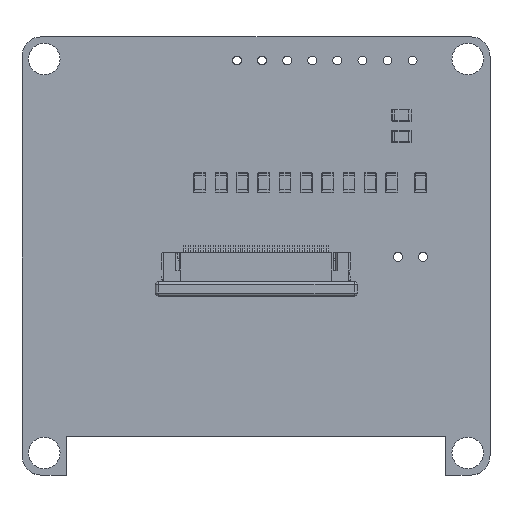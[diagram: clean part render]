
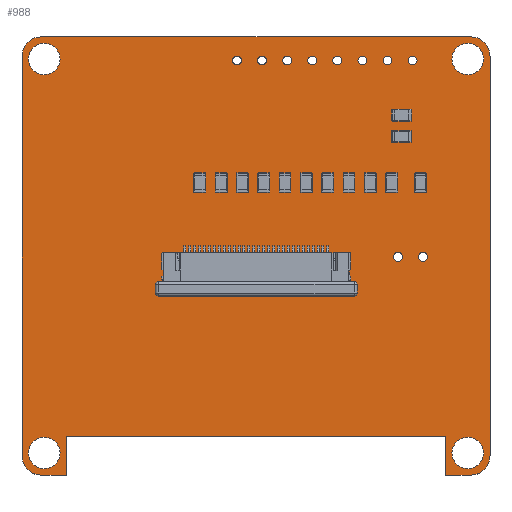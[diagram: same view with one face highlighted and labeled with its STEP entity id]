
A CAD part, top view. The second image highlights one B-rep face of the part: STEP entity #988.
In plain terms, the highlighted planar face has unit normal (0, 0, 1).
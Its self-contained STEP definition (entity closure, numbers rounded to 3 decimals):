
#91 = VERTEX_POINT('',#92);
#92 = CARTESIAN_POINT('',(0.066,2.032,0.));
#98 = EDGE_CURVE('',#91,#99,#101,.T.);
#99 = VERTEX_POINT('',#100);
#100 = CARTESIAN_POINT('',(0.066,42.432,0.)
  );
#101 = LINE('',#102,#103);
#102 = CARTESIAN_POINT('',(0.066,2.032,0.));
#103 = VECTOR('',#104,1.);
#104 = DIRECTION('',(0.,1.,0.));
#129 = EDGE_CURVE('',#99,#130,#132,.T.);
#130 = VERTEX_POINT('',#131);
#131 = CARTESIAN_POINT('',(2.066,44.432,0.));
#132 = CIRCLE('',#133,2.001);
#133 = AXIS2_PLACEMENT_3D('',#134,#135,#136);
#134 = CARTESIAN_POINT('',(2.067,42.431,0.));
#135 = DIRECTION('',(0.,0.,-1.));
#136 = DIRECTION('',(-1.,0.,0.));
#162 = EDGE_CURVE('',#130,#163,#165,.T.);
#163 = VERTEX_POINT('',#164);
#164 = CARTESIAN_POINT('',(45.466,44.432,0.));
#165 = LINE('',#166,#167);
#166 = CARTESIAN_POINT('',(2.066,44.432,0.));
#167 = VECTOR('',#168,1.);
#168 = DIRECTION('',(1.,0.,0.));
#193 = EDGE_CURVE('',#163,#194,#196,.T.);
#194 = VERTEX_POINT('',#195);
#195 = CARTESIAN_POINT('',(47.466,42.432,0.));
#196 = CIRCLE('',#197,2.001);
#197 = AXIS2_PLACEMENT_3D('',#198,#199,#200);
#198 = CARTESIAN_POINT('',(45.465,42.431,0.));
#199 = DIRECTION('',(0.,0.,-1.));
#200 = DIRECTION('',(0.,1.,0.));
#226 = EDGE_CURVE('',#194,#227,#229,.T.);
#227 = VERTEX_POINT('',#228);
#228 = CARTESIAN_POINT('',(47.466,2.032,0.));
#229 = LINE('',#230,#231);
#230 = CARTESIAN_POINT('',(47.466,42.432,0.));
#231 = VECTOR('',#232,1.);
#232 = DIRECTION('',(0.,-1.,0.));
#257 = EDGE_CURVE('',#227,#258,#260,.T.);
#258 = VERTEX_POINT('',#259);
#259 = CARTESIAN_POINT('',(45.466,0.032,0.)
  );
#260 = CIRCLE('',#261,2.001);
#261 = AXIS2_PLACEMENT_3D('',#262,#263,#264);
#262 = CARTESIAN_POINT('',(45.465,2.033,0.));
#263 = DIRECTION('',(0.,0.,-1.));
#264 = DIRECTION('',(1.,0.,0.));
#290 = EDGE_CURVE('',#258,#291,#293,.T.);
#291 = VERTEX_POINT('',#292);
#292 = CARTESIAN_POINT('',(42.966,0.032,0.)
  );
#293 = LINE('',#294,#295);
#294 = CARTESIAN_POINT('',(45.466,0.032,0.)
  );
#295 = VECTOR('',#296,1.);
#296 = DIRECTION('',(-1.,0.,0.));
#321 = EDGE_CURVE('',#291,#322,#324,.T.);
#322 = VERTEX_POINT('',#323);
#323 = CARTESIAN_POINT('',(42.966,3.985,0.));
#324 = LINE('',#325,#326);
#325 = CARTESIAN_POINT('',(42.966,0.032,0.)
  );
#326 = VECTOR('',#327,1.);
#327 = DIRECTION('',(0.,1.,0.));
#352 = EDGE_CURVE('',#322,#353,#355,.T.);
#353 = VERTEX_POINT('',#354);
#354 = CARTESIAN_POINT('',(4.566,3.985,0.));
#355 = LINE('',#356,#357);
#356 = CARTESIAN_POINT('',(42.966,3.985,0.));
#357 = VECTOR('',#358,1.);
#358 = DIRECTION('',(-1.,0.,0.));
#383 = EDGE_CURVE('',#353,#384,#386,.T.);
#384 = VERTEX_POINT('',#385);
#385 = CARTESIAN_POINT('',(4.566,0.032,0.));
#386 = LINE('',#387,#388);
#387 = CARTESIAN_POINT('',(4.566,3.985,0.));
#388 = VECTOR('',#389,1.);
#389 = DIRECTION('',(0.,-1.,0.));
#414 = EDGE_CURVE('',#384,#415,#417,.T.);
#415 = VERTEX_POINT('',#416);
#416 = CARTESIAN_POINT('',(2.066,0.032,0.));
#417 = LINE('',#418,#419);
#418 = CARTESIAN_POINT('',(4.566,0.032,0.));
#419 = VECTOR('',#420,1.);
#420 = DIRECTION('',(-1.,0.,0.));
#445 = EDGE_CURVE('',#415,#91,#446,.T.);
#446 = CIRCLE('',#447,2.001);
#447 = AXIS2_PLACEMENT_3D('',#448,#449,#450);
#448 = CARTESIAN_POINT('',(2.067,2.033,0.));
#449 = DIRECTION('',(0.,0.,-1.));
#450 = DIRECTION('',(0.,-1.,0.));
#471 = VERTEX_POINT('',#472);
#472 = CARTESIAN_POINT('',(3.916,2.282,0.));
#478 = EDGE_CURVE('',#471,#471,#479,.T.);
#479 = CIRCLE('',#480,1.6);
#480 = AXIS2_PLACEMENT_3D('',#481,#482,#483);
#481 = CARTESIAN_POINT('',(2.316,2.282,0.));
#482 = DIRECTION('',(0.,0.,1.));
#483 = DIRECTION('',(1.,0.,0.));
#504 = VERTEX_POINT('',#505);
#505 = CARTESIAN_POINT('',(22.296,42.032,0.));
#511 = EDGE_CURVE('',#504,#504,#512,.T.);
#512 = CIRCLE('',#513,0.45);
#513 = AXIS2_PLACEMENT_3D('',#514,#515,#516);
#514 = CARTESIAN_POINT('',(21.846,42.032,0.));
#515 = DIRECTION('',(0.,0.,1.));
#516 = DIRECTION('',(1.,0.,0.));
#537 = VERTEX_POINT('',#538);
#538 = CARTESIAN_POINT('',(3.916,42.182,0.));
#544 = EDGE_CURVE('',#537,#537,#545,.T.);
#545 = CIRCLE('',#546,1.6);
#546 = AXIS2_PLACEMENT_3D('',#547,#548,#549);
#547 = CARTESIAN_POINT('',(2.316,42.182,0.));
#548 = DIRECTION('',(0.,0.,1.));
#549 = DIRECTION('',(1.,0.,0.));
#570 = VERTEX_POINT('',#571);
#571 = CARTESIAN_POINT('',(27.376,42.032,0.));
#577 = EDGE_CURVE('',#570,#570,#578,.T.);
#578 = CIRCLE('',#579,0.45);
#579 = AXIS2_PLACEMENT_3D('',#580,#581,#582);
#580 = CARTESIAN_POINT('',(26.926,42.032,0.));
#581 = DIRECTION('',(0.,0.,1.));
#582 = DIRECTION('',(1.,0.,0.));
#603 = VERTEX_POINT('',#604);
#604 = CARTESIAN_POINT('',(24.836,42.032,0.));
#610 = EDGE_CURVE('',#603,#603,#611,.T.);
#611 = CIRCLE('',#612,0.45);
#612 = AXIS2_PLACEMENT_3D('',#613,#614,#615);
#613 = CARTESIAN_POINT('',(24.386,42.032,0.));
#614 = DIRECTION('',(0.,0.,1.));
#615 = DIRECTION('',(1.,0.,0.));
#636 = VERTEX_POINT('',#637);
#637 = CARTESIAN_POINT('',(32.456,42.032,0.));
#643 = EDGE_CURVE('',#636,#636,#644,.T.);
#644 = CIRCLE('',#645,0.45);
#645 = AXIS2_PLACEMENT_3D('',#646,#647,#648);
#646 = CARTESIAN_POINT('',(32.006,42.032,0.));
#647 = DIRECTION('',(0.,0.,1.));
#648 = DIRECTION('',(1.,0.,0.));
#669 = VERTEX_POINT('',#670);
#670 = CARTESIAN_POINT('',(29.916,42.032,0.));
#676 = EDGE_CURVE('',#669,#669,#677,.T.);
#677 = CIRCLE('',#678,0.45);
#678 = AXIS2_PLACEMENT_3D('',#679,#680,#681);
#679 = CARTESIAN_POINT('',(29.466,42.032,0.));
#680 = DIRECTION('',(0.,0.,1.));
#681 = DIRECTION('',(1.,0.,0.));
#702 = VERTEX_POINT('',#703);
#703 = CARTESIAN_POINT('',(38.589,22.146,0.));
#709 = EDGE_CURVE('',#702,#702,#710,.T.);
#710 = CIRCLE('',#711,0.45);
#711 = AXIS2_PLACEMENT_3D('',#712,#713,#714);
#712 = CARTESIAN_POINT('',(38.139,22.146,0.));
#713 = DIRECTION('',(0.,0.,1.));
#714 = DIRECTION('',(1.,0.,0.));
#735 = VERTEX_POINT('',#736);
#736 = CARTESIAN_POINT('',(46.816,2.282,0.));
#742 = EDGE_CURVE('',#735,#735,#743,.T.);
#743 = CIRCLE('',#744,1.6);
#744 = AXIS2_PLACEMENT_3D('',#745,#746,#747);
#745 = CARTESIAN_POINT('',(45.216,2.282,0.));
#746 = DIRECTION('',(0.,0.,1.));
#747 = DIRECTION('',(1.,0.,0.));
#768 = VERTEX_POINT('',#769);
#769 = CARTESIAN_POINT('',(41.129,22.146,0.));
#775 = EDGE_CURVE('',#768,#768,#776,.T.);
#776 = CIRCLE('',#777,0.45);
#777 = AXIS2_PLACEMENT_3D('',#778,#779,#780);
#778 = CARTESIAN_POINT('',(40.679,22.146,0.));
#779 = DIRECTION('',(0.,0.,1.));
#780 = DIRECTION('',(1.,0.,0.));
#801 = VERTEX_POINT('',#802);
#802 = CARTESIAN_POINT('',(37.536,42.032,0.));
#808 = EDGE_CURVE('',#801,#801,#809,.T.);
#809 = CIRCLE('',#810,0.45);
#810 = AXIS2_PLACEMENT_3D('',#811,#812,#813);
#811 = CARTESIAN_POINT('',(37.086,42.032,0.));
#812 = DIRECTION('',(0.,0.,1.));
#813 = DIRECTION('',(1.,0.,0.));
#834 = VERTEX_POINT('',#835);
#835 = CARTESIAN_POINT('',(34.996,42.032,0.));
#841 = EDGE_CURVE('',#834,#834,#842,.T.);
#842 = CIRCLE('',#843,0.45);
#843 = AXIS2_PLACEMENT_3D('',#844,#845,#846);
#844 = CARTESIAN_POINT('',(34.546,42.032,0.));
#845 = DIRECTION('',(0.,0.,1.));
#846 = DIRECTION('',(1.,0.,0.));
#867 = VERTEX_POINT('',#868);
#868 = CARTESIAN_POINT('',(40.076,42.032,0.));
#874 = EDGE_CURVE('',#867,#867,#875,.T.);
#875 = CIRCLE('',#876,0.45);
#876 = AXIS2_PLACEMENT_3D('',#877,#878,#879);
#877 = CARTESIAN_POINT('',(39.626,42.032,0.));
#878 = DIRECTION('',(0.,0.,1.));
#879 = DIRECTION('',(1.,0.,0.));
#900 = VERTEX_POINT('',#901);
#901 = CARTESIAN_POINT('',(46.816,42.182,0.));
#907 = EDGE_CURVE('',#900,#900,#908,.T.);
#908 = CIRCLE('',#909,1.6);
#909 = AXIS2_PLACEMENT_3D('',#910,#911,#912);
#910 = CARTESIAN_POINT('',(45.216,42.182,0.));
#911 = DIRECTION('',(0.,0.,1.));
#912 = DIRECTION('',(1.,0.,0.));
#988 = ADVANCED_FACE('',(#989,#1003,#1006,#1009,#1012,#1015,#1018,#1021,
    #1024,#1027,#1030,#1033,#1036,#1039,#1042),#1045,.T.);
#989 = FACE_BOUND('',#990,.F.);
#990 = EDGE_LOOP('',(#991,#992,#993,#994,#995,#996,#997,#998,#999,#1000,
    #1001,#1002));
#991 = ORIENTED_EDGE('',*,*,#98,.T.);
#992 = ORIENTED_EDGE('',*,*,#129,.T.);
#993 = ORIENTED_EDGE('',*,*,#162,.T.);
#994 = ORIENTED_EDGE('',*,*,#193,.T.);
#995 = ORIENTED_EDGE('',*,*,#226,.T.);
#996 = ORIENTED_EDGE('',*,*,#257,.T.);
#997 = ORIENTED_EDGE('',*,*,#290,.T.);
#998 = ORIENTED_EDGE('',*,*,#321,.T.);
#999 = ORIENTED_EDGE('',*,*,#352,.T.);
#1000 = ORIENTED_EDGE('',*,*,#383,.T.);
#1001 = ORIENTED_EDGE('',*,*,#414,.T.);
#1002 = ORIENTED_EDGE('',*,*,#445,.T.);
#1003 = FACE_BOUND('',#1004,.T.);
#1004 = EDGE_LOOP('',(#1005));
#1005 = ORIENTED_EDGE('',*,*,#478,.F.);
#1006 = FACE_BOUND('',#1007,.T.);
#1007 = EDGE_LOOP('',(#1008));
#1008 = ORIENTED_EDGE('',*,*,#511,.F.);
#1009 = FACE_BOUND('',#1010,.T.);
#1010 = EDGE_LOOP('',(#1011));
#1011 = ORIENTED_EDGE('',*,*,#544,.F.);
#1012 = FACE_BOUND('',#1013,.T.);
#1013 = EDGE_LOOP('',(#1014));
#1014 = ORIENTED_EDGE('',*,*,#577,.F.);
#1015 = FACE_BOUND('',#1016,.T.);
#1016 = EDGE_LOOP('',(#1017));
#1017 = ORIENTED_EDGE('',*,*,#610,.F.);
#1018 = FACE_BOUND('',#1019,.T.);
#1019 = EDGE_LOOP('',(#1020));
#1020 = ORIENTED_EDGE('',*,*,#643,.F.);
#1021 = FACE_BOUND('',#1022,.T.);
#1022 = EDGE_LOOP('',(#1023));
#1023 = ORIENTED_EDGE('',*,*,#676,.F.);
#1024 = FACE_BOUND('',#1025,.T.);
#1025 = EDGE_LOOP('',(#1026));
#1026 = ORIENTED_EDGE('',*,*,#709,.F.);
#1027 = FACE_BOUND('',#1028,.T.);
#1028 = EDGE_LOOP('',(#1029));
#1029 = ORIENTED_EDGE('',*,*,#742,.F.);
#1030 = FACE_BOUND('',#1031,.T.);
#1031 = EDGE_LOOP('',(#1032));
#1032 = ORIENTED_EDGE('',*,*,#775,.F.);
#1033 = FACE_BOUND('',#1034,.T.);
#1034 = EDGE_LOOP('',(#1035));
#1035 = ORIENTED_EDGE('',*,*,#808,.F.);
#1036 = FACE_BOUND('',#1037,.T.);
#1037 = EDGE_LOOP('',(#1038));
#1038 = ORIENTED_EDGE('',*,*,#841,.F.);
#1039 = FACE_BOUND('',#1040,.T.);
#1040 = EDGE_LOOP('',(#1041));
#1041 = ORIENTED_EDGE('',*,*,#874,.F.);
#1042 = FACE_BOUND('',#1043,.T.);
#1043 = EDGE_LOOP('',(#1044));
#1044 = ORIENTED_EDGE('',*,*,#907,.F.);
#1045 = PLANE('',#1046);
#1046 = AXIS2_PLACEMENT_3D('',#1047,#1048,#1049);
#1047 = CARTESIAN_POINT('',(0.066,2.032,0.));
#1048 = DIRECTION('',(0.,0.,1.));
#1049 = DIRECTION('',(1.,0.,0.));
